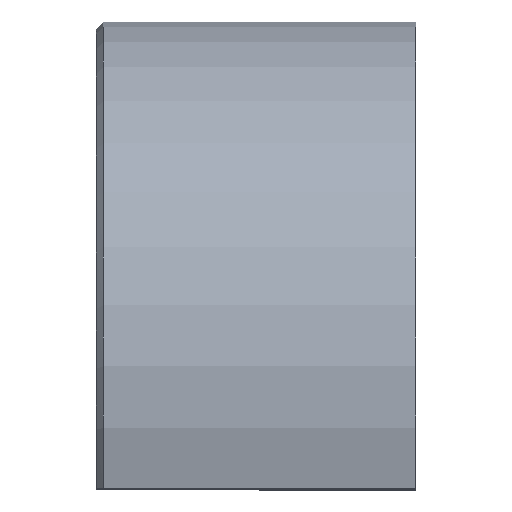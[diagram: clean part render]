
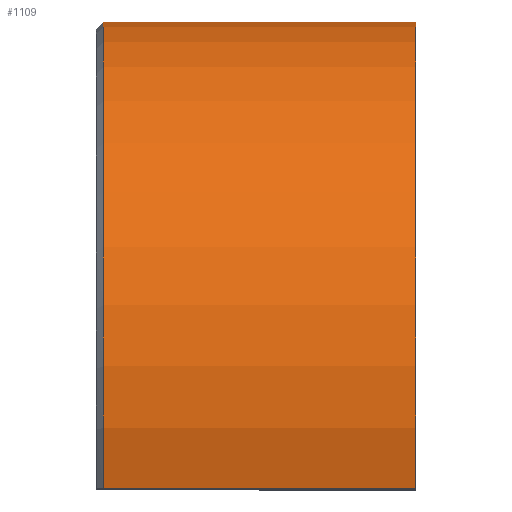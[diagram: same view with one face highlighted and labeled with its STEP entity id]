
A CAD part, top view. The second image highlights one B-rep face of the part: STEP entity #1109.
In plain terms, the highlighted cylindrical face has radius 75 mm (diameter 150 mm), a partial arc.
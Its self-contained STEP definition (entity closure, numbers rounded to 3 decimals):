
#216=CARTESIAN_POINT('',(0.,75.0,0.));
#217=VERTEX_POINT('',#216);
#218=CARTESIAN_POINT('',(-63.5,75.,0.));
#219=VERTEX_POINT('',#218);
#220=CARTESIAN_POINT('',(0.,75.0,0.));
#221=DIRECTION('',(-1.0,0.0,0.0));
#222=VECTOR('',#221,63.5);
#223=LINE('',#220,#222);
#224=EDGE_CURVE('',#217,#219,#223,.T.);
#829=CARTESIAN_POINT('',(-63.5,-20.,72.284));
#830=VERTEX_POINT('',#829);
#844=CARTESIAN_POINT('',(-63.5,0.,0.0));
#845=DIRECTION('',(-1.0,0.0,0.0));
#846=DIRECTION('',(0.0,1.0,0.0));
#847=AXIS2_PLACEMENT_3D('',#844,#845,#846);
#848=CIRCLE('',#847,75.);
#849=EDGE_CURVE('',#830,#219,#848,.T.);
#884=CARTESIAN_POINT('',(0.,-20.,72.284));
#885=VERTEX_POINT('',#884);
#892=CARTESIAN_POINT('',(-63.5,-20.,72.284));
#893=DIRECTION('',(1.0,0.0,0.0));
#894=VECTOR('',#893,63.5);
#895=LINE('',#892,#894);
#896=EDGE_CURVE('',#830,#885,#895,.T.);
#1092=CARTESIAN_POINT('',(-32.5,0.,0.0));
#1093=DIRECTION('',(-1.0,0.,0.0));
#1094=DIRECTION('',(0.0,1.0,0.0));
#1095=AXIS2_PLACEMENT_3D('',#1092,#1093,#1094);
#1096=CYLINDRICAL_SURFACE('',#1095,75.);
#1097=ORIENTED_EDGE('',*,*,#224,.T.);
#1098=ORIENTED_EDGE('',*,*,#849,.F.);
#1099=ORIENTED_EDGE('',*,*,#896,.T.);
#1100=CARTESIAN_POINT('',(0.,0.,0.0));
#1101=DIRECTION('',(-1.0,0.0,0.0));
#1102=DIRECTION('',(0.0,1.0,0.0));
#1103=AXIS2_PLACEMENT_3D('',#1100,#1101,#1102);
#1104=CIRCLE('',#1103,75.0);
#1105=EDGE_CURVE('',#885,#217,#1104,.T.);
#1106=ORIENTED_EDGE('',*,*,#1105,.T.);
#1107=EDGE_LOOP('',(#1097,#1098,#1099,#1106));
#1108=FACE_OUTER_BOUND('',#1107,.T.);
#1109=ADVANCED_FACE('',(#1108),#1096,.T.);
